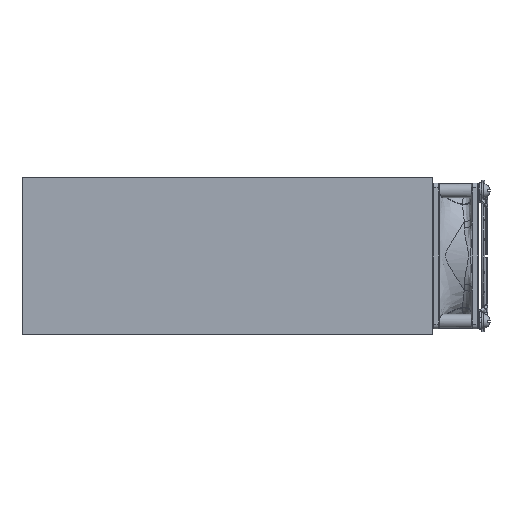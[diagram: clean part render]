
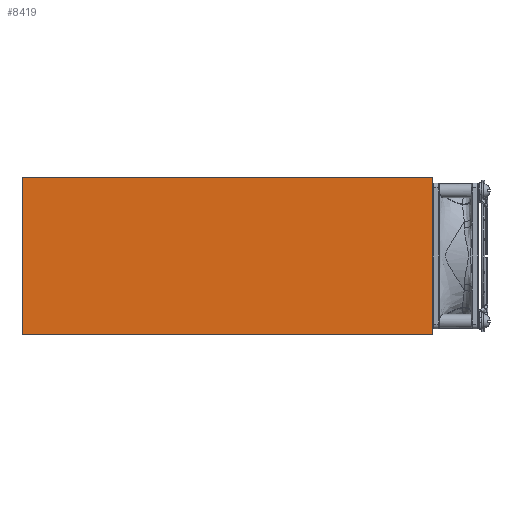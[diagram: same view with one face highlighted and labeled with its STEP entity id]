
A CAD part, front view. The second image highlights one B-rep face of the part: STEP entity #8419.
In plain terms, the highlighted planar face has unit normal (0, -1, 0).
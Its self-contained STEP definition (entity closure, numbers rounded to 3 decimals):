
#790 = DIRECTION ( 'NONE',  ( 0., 0., -1. ) ) ;
#908 = VERTEX_POINT ( 'NONE', #7721 ) ;
#3412 = VECTOR ( 'NONE', #26181, 1000. ) ;
#4012 = LINE ( 'NONE', #13218, #29119 ) ;
#4105 = CARTESIAN_POINT ( 'NONE',  ( 112.5, 0., 43.158 ) ) ;
#4630 = EDGE_LOOP ( 'NONE', ( #17166, #16243, #15491, #16053 ) ) ;
#5264 = EDGE_CURVE ( 'NONE', #20110, #26430, #4012, .T. ) ;
#5295 = LINE ( 'NONE', #23779, #19461 ) ;
#7516 = AXIS2_PLACEMENT_3D ( 'NONE', #24023, #25708, #20980 ) ;
#7682 = CARTESIAN_POINT ( 'NONE',  ( -112.5, 0., 43.158 ) ) ;
#7721 = CARTESIAN_POINT ( 'NONE',  ( 112.5, 0., 43.158 ) ) ;
#8419 = ADVANCED_FACE ( 'NONE', ( #21289 ), #14458, .T. ) ;
#10445 = CARTESIAN_POINT ( 'NONE',  ( -112.5, 0., -43.158 ) ) ;
#10721 = EDGE_CURVE ( 'NONE', #27195, #20110, #5295, .T. ) ;
#10959 = DIRECTION ( 'NONE',  ( 1., 0., 0. ) ) ;
#11215 = LINE ( 'NONE', #4105, #27577 ) ;
#12234 = LINE ( 'NONE', #7682, #3412 ) ;
#13218 = CARTESIAN_POINT ( 'NONE',  ( -112.5, 0., -43.158 ) ) ;
#14458 = PLANE ( 'NONE',  #7516 ) ;
#15491 = ORIENTED_EDGE ( 'NONE', *, *, #10721, .T. ) ;
#16053 = ORIENTED_EDGE ( 'NONE', *, *, #5264, .T. ) ;
#16243 = ORIENTED_EDGE ( 'NONE', *, *, #28697, .F. ) ;
#16587 = CARTESIAN_POINT ( 'NONE',  ( 112.5, 0., -43.158 ) ) ;
#17166 = ORIENTED_EDGE ( 'NONE', *, *, #19573, .F. ) ;
#18130 = DIRECTION ( 'NONE',  ( 0., 0., -1. ) ) ;
#19461 = VECTOR ( 'NONE', #790, 1000. ) ;
#19573 = EDGE_CURVE ( 'NONE', #908, #26430, #11215, .T. ) ;
#20110 = VERTEX_POINT ( 'NONE', #10445 ) ;
#20980 = DIRECTION ( 'NONE',  ( 0., 0., -1. ) ) ;
#21289 = FACE_OUTER_BOUND ( 'NONE', #4630, .T. ) ;
#21558 = CARTESIAN_POINT ( 'NONE',  ( -112.5, 0., 43.158 ) ) ;
#23779 = CARTESIAN_POINT ( 'NONE',  ( -112.5, 0., 43.158 ) ) ;
#24023 = CARTESIAN_POINT ( 'NONE',  ( -112.5, 0., 43.158 ) ) ;
#25708 = DIRECTION ( 'NONE',  ( 0., -1., 0. ) ) ;
#26181 = DIRECTION ( 'NONE',  ( 1., 0., 0. ) ) ;
#26430 = VERTEX_POINT ( 'NONE', #16587 ) ;
#27195 = VERTEX_POINT ( 'NONE', #21558 ) ;
#27577 = VECTOR ( 'NONE', #18130, 1000. ) ;
#28697 = EDGE_CURVE ( 'NONE', #27195, #908, #12234, .T. ) ;
#29119 = VECTOR ( 'NONE', #10959, 1000. ) ;
